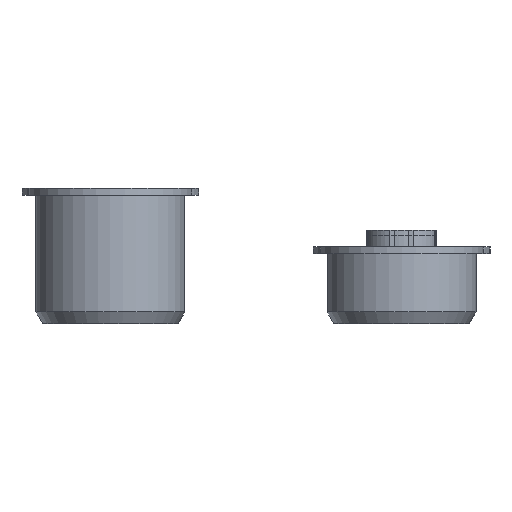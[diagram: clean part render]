
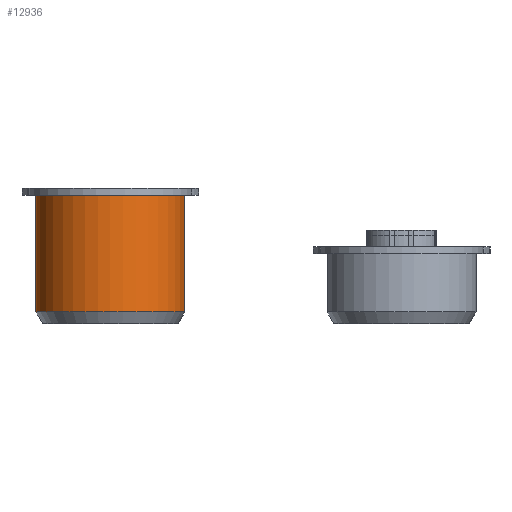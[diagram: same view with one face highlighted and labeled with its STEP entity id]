
A CAD part, left-side view. The second image highlights one B-rep face of the part: STEP entity #12936.
In plain terms, the highlighted cylindrical face has radius 6.4 mm (diameter 12.8 mm), a full revolution.
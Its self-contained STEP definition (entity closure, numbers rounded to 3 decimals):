
#497=CIRCLE('',#13699,6.4);
#509=CIRCLE('',#13743,6.4);
#808=CYLINDRICAL_SURFACE('',#13742,6.4);
#1027=FACE_OUTER_BOUND('',#1766,.T.);
#1766=EDGE_LOOP('',(#8952,#8953,#8954,#8955));
#2638=LINE('',#18279,#4029);
#4029=VECTOR('',#14997,6.4);
#5365=VERTEX_POINT('',#18162);
#5393=VERTEX_POINT('',#18278);
#6713=EDGE_CURVE('',#5365,#5365,#497,.T.);
#6769=EDGE_CURVE('',#5365,#5393,#2638,.T.);
#6770=EDGE_CURVE('',#5393,#5393,#509,.T.);
#8952=ORIENTED_EDGE('',*,*,#6713,.T.);
#8953=ORIENTED_EDGE('',*,*,#6769,.T.);
#8954=ORIENTED_EDGE('',*,*,#6770,.T.);
#8955=ORIENTED_EDGE('',*,*,#6769,.F.);
#12936=ADVANCED_FACE('',(#1027),#808,.T.);
#13699=AXIS2_PLACEMENT_3D('',#18163,#14865,#14866);
#13742=AXIS2_PLACEMENT_3D('',#18277,#14995,#14996);
#13743=AXIS2_PLACEMENT_3D('',#18280,#14998,#14999);
#14865=DIRECTION('center_axis',(0.,0.,-1.));
#14866=DIRECTION('ref_axis',(1.,0.,0.));
#14995=DIRECTION('center_axis',(0.,0.,1.));
#14996=DIRECTION('ref_axis',(1.,0.,0.));
#14997=DIRECTION('',(0.,0.,-1.));
#14998=DIRECTION('center_axis',(0.,0.,1.));
#14999=DIRECTION('ref_axis',(1.,0.,0.));
#18162=CARTESIAN_POINT('',(2.6,32.,10.));
#18163=CARTESIAN_POINT('Origin',(9.,32.,10.));
#18277=CARTESIAN_POINT('Origin',(9.,32.,0.));
#18278=CARTESIAN_POINT('',(2.6,32.,0.));
#18279=CARTESIAN_POINT('',(2.6,32.,0.));
#18280=CARTESIAN_POINT('Origin',(9.,32.,0.));
